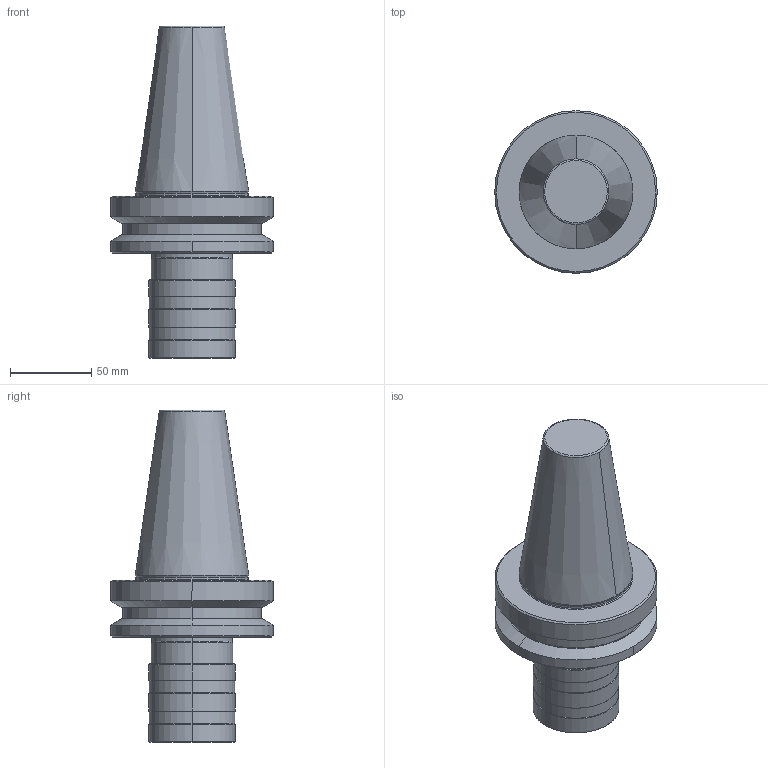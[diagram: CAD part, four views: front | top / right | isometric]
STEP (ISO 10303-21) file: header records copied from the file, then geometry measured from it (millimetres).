
FILE_DESCRIPTION (( 'STEP AP203' ), '1' );
FILE_NAME ('BT50 KWFLK2 102.5.STEP', '2019-05-25T06:36:36', ( '' ), ( '' ), 'SwSTEP 2.0', 'SolidWorks 2014', '' );
FILE_SCHEMA (( 'CONFIG_CONTROL_DESIGN' ));
Length unit declared in the file: millimetre
Products named in the file (1): BT50 KWFLK2 102.5
Bounding box: 100 x 100 x 204.3 mm (x, y, z)
Volume: 647682.5 mm3; surface area: 55425.9 mm2
Topology: 1 solids, 1 shells, 59 faces, 128 edges, 76 vertices
Faces by surface type: cone 26, cylinder 22, plane 7, bspline 4
Entity records: 2051 total; most frequent: CARTESIAN_POINT 666, DIRECTION 304, ORIENTED_EDGE 256, EDGE_CURVE 128, AXIS2_PLACEMENT_3D 128, VERTEX_POINT 76, CIRCLE 72, EDGE_LOOP 64
